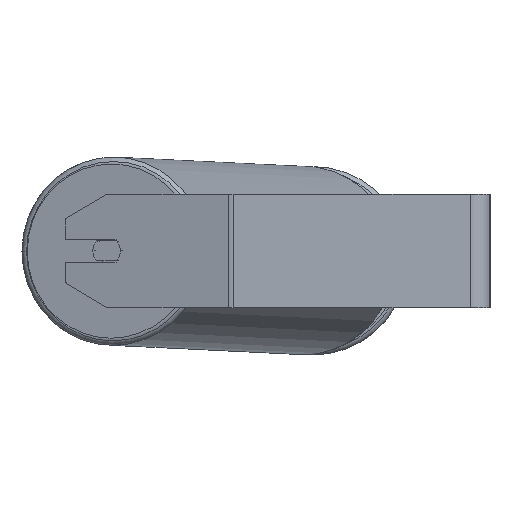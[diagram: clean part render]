
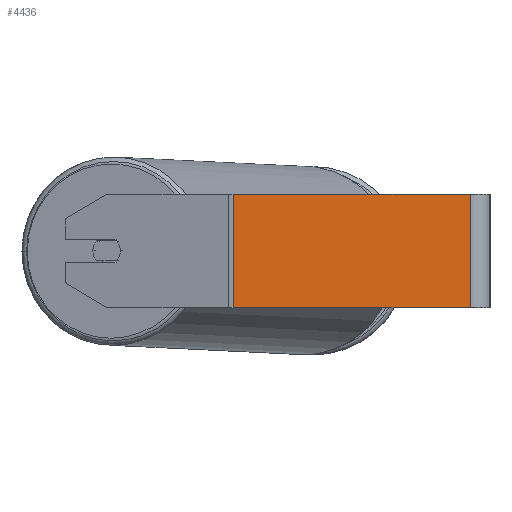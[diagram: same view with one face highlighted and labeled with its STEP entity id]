
A CAD part, left-side view. The second image highlights one B-rep face of the part: STEP entity #4436.
In plain terms, the highlighted planar face has unit normal (-1, 0, 0).
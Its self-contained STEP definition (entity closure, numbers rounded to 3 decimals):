
#4 = CARTESIAN_POINT ( 'NONE',  ( -850., 182.869, -40. ) ) ;
#30 = CARTESIAN_POINT ( 'NONE',  ( -850., 14., -40. ) ) ;
#317 = FACE_OUTER_BOUND ( 'NONE', #6288, .T. ) ;
#319 = VERTEX_POINT ( 'NONE', #2134 ) ;
#993 = LINE ( 'NONE', #7733, #2420 ) ;
#1909 = LINE ( 'NONE', #6120, #4704 ) ;
#2112 = LINE ( 'NONE', #4, #2137 ) ;
#2134 = CARTESIAN_POINT ( 'NONE',  ( -850., 181.026, 40. ) ) ;
#2137 = VECTOR ( 'NONE', #2689, 1000. ) ;
#2420 = VECTOR ( 'NONE', #3776, 1000. ) ;
#2689 = DIRECTION ( 'NONE',  ( 0., -1., 0. ) ) ;
#2739 = VERTEX_POINT ( 'NONE', #30 ) ;
#3495 = CARTESIAN_POINT ( 'NONE',  ( -850., 181.026, -40. ) ) ;
#3689 = EDGE_CURVE ( 'NONE', #5213, #2739, #7781, .T. ) ;
#3776 = DIRECTION ( 'NONE',  ( 0., 0., -1. ) ) ;
#3879 = ORIENTED_EDGE ( 'NONE', *, *, #8504, .F. ) ;
#4436 = ADVANCED_FACE ( 'NONE', ( #317 ), #5014, .F. ) ;
#4610 = ORIENTED_EDGE ( 'NONE', *, *, #3689, .F. ) ;
#4704 = VECTOR ( 'NONE', #7416, 1000. ) ;
#5014 = PLANE ( 'NONE',  #6520 ) ;
#5053 = CARTESIAN_POINT ( 'NONE',  ( -850., 182.869, 40. ) ) ;
#5213 = VERTEX_POINT ( 'NONE', #6230 ) ;
#5352 = ORIENTED_EDGE ( 'NONE', *, *, #6909, .T. ) ;
#5873 = DIRECTION ( 'NONE',  ( 0., 0., -1. ) ) ;
#5946 = ORIENTED_EDGE ( 'NONE', *, *, #7385, .T. ) ;
#6120 = CARTESIAN_POINT ( 'NONE',  ( -850., 182.869, 40. ) ) ;
#6230 = CARTESIAN_POINT ( 'NONE',  ( -850., 14., 40. ) ) ;
#6288 = EDGE_LOOP ( 'NONE', ( #5946, #4610, #3879, #5352 ) ) ;
#6520 = AXIS2_PLACEMENT_3D ( 'NONE', #5053, #7758, #7010 ) ;
#6547 = CARTESIAN_POINT ( 'NONE',  ( -850., 14., 40. ) ) ;
#6909 = EDGE_CURVE ( 'NONE', #319, #7147, #993, .T. ) ;
#7010 = DIRECTION ( 'NONE',  ( 0., 0., -1. ) ) ;
#7147 = VERTEX_POINT ( 'NONE', #3495 ) ;
#7385 = EDGE_CURVE ( 'NONE', #7147, #2739, #2112, .T. ) ;
#7416 = DIRECTION ( 'NONE',  ( 0., -1., 0. ) ) ;
#7733 = CARTESIAN_POINT ( 'NONE',  ( -850., 181.026, 40. ) ) ;
#7758 = DIRECTION ( 'NONE',  ( 1., 0., 0. ) ) ;
#7773 = VECTOR ( 'NONE', #5873, 1000. ) ;
#7781 = LINE ( 'NONE', #6547, #7773 ) ;
#8504 = EDGE_CURVE ( 'NONE', #319, #5213, #1909, .T. ) ;
